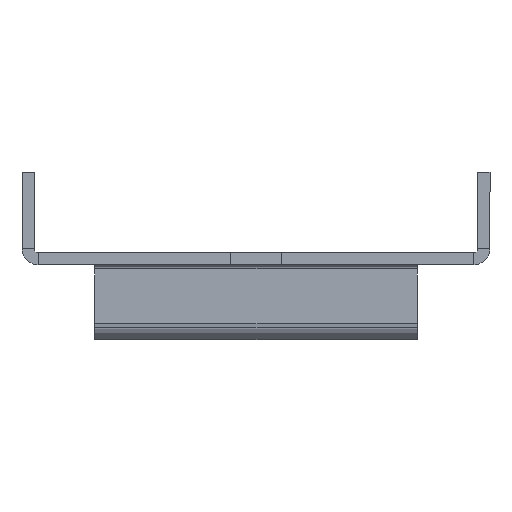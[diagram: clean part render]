
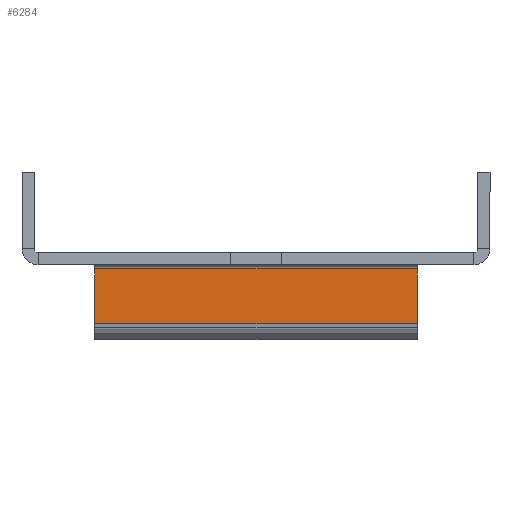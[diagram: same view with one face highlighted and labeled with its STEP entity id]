
A CAD part, left-side view. The second image highlights one B-rep face of the part: STEP entity #6284.
In plain terms, the highlighted planar face has unit normal (-1, 0, 0).
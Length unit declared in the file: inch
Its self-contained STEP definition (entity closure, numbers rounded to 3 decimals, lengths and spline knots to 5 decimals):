
#86 = VERTEX_POINT ( 'NONE', #1146 ) ;
#197 = FACE_OUTER_BOUND ( 'NONE', #2737, .T. ) ;
#460 = AXIS2_PLACEMENT_3D ( 'NONE', #4522, #2612, #654 ) ;
#654 = DIRECTION ( 'NONE',  ( 0., 0., -1. ) ) ;
#913 = LINE ( 'NONE', #5852, #1418 ) ;
#1064 = VECTOR ( 'NONE', #2026, 39.37008 ) ;
#1146 = CARTESIAN_POINT ( 'NONE',  ( 31.39862, 0.7874, -0.34646 ) ) ;
#1233 = ORIENTED_EDGE ( 'NONE', *, *, #3835, .F. ) ;
#1282 = CARTESIAN_POINT ( 'NONE',  ( 31.39862, 0.7874, -0.07874 ) ) ;
#1288 = EDGE_CURVE ( 'NONE', #1753, #4993, #4624, .T. ) ;
#1405 = CARTESIAN_POINT ( 'NONE',  ( 31.39862, -0.7874, -0.05906 ) ) ;
#1418 = VECTOR ( 'NONE', #4908, 39.37008 ) ;
#1752 = ORIENTED_EDGE ( 'NONE', *, *, #2139, .F. ) ;
#1753 = VERTEX_POINT ( 'NONE', #3309 ) ;
#1958 = DIRECTION ( 'NONE',  ( 0., 0., -1. ) ) ;
#2026 = DIRECTION ( 'NONE',  ( 0., 1., 0. ) ) ;
#2139 = EDGE_CURVE ( 'NONE', #86, #4993, #913, .T. ) ;
#2187 = PLANE ( 'NONE',  #460 ) ;
#2218 = VECTOR ( 'NONE', #1958, 39.37008 ) ;
#2552 = DIRECTION ( 'NONE',  ( 0., 1., 0. ) ) ;
#2612 = DIRECTION ( 'NONE',  ( 1., 0., 0. ) ) ;
#2737 = EDGE_LOOP ( 'NONE', ( #1233, #3467, #1752, #4690 ) ) ;
#2770 = VECTOR ( 'NONE', #2552, 39.37008 ) ;
#2911 = LINE ( 'NONE', #1405, #2218 ) ;
#3309 = CARTESIAN_POINT ( 'NONE',  ( 31.39862, -0.7874, -0.07874 ) ) ;
#3467 = ORIENTED_EDGE ( 'NONE', *, *, #1288, .T. ) ;
#3835 = EDGE_CURVE ( 'NONE', #1753, #4571, #2911, .T. ) ;
#4010 = LINE ( 'NONE', #4496, #1064 ) ;
#4091 = EDGE_CURVE ( 'NONE', #4571, #86, #4010, .T. ) ;
#4166 = CARTESIAN_POINT ( 'NONE',  ( 31.39862, -0.7874, -0.34646 ) ) ;
#4496 = CARTESIAN_POINT ( 'NONE',  ( 31.39862, 0., -0.34646 ) ) ;
#4522 = CARTESIAN_POINT ( 'NONE',  ( 31.39862, 0., 0. ) ) ;
#4571 = VERTEX_POINT ( 'NONE', #4166 ) ;
#4624 = LINE ( 'NONE', #5046, #2770 ) ;
#4690 = ORIENTED_EDGE ( 'NONE', *, *, #4091, .F. ) ;
#4908 = DIRECTION ( 'NONE',  ( 0., 0., 1. ) ) ;
#4993 = VERTEX_POINT ( 'NONE', #1282 ) ;
#5046 = CARTESIAN_POINT ( 'NONE',  ( 31.39862, -0.7874, -0.07874 ) ) ;
#5852 = CARTESIAN_POINT ( 'NONE',  ( 31.39862, 0.7874, -0.4252 ) ) ;
#6284 = ADVANCED_FACE ( 'NONE', ( #197 ), #2187, .F. ) ;
